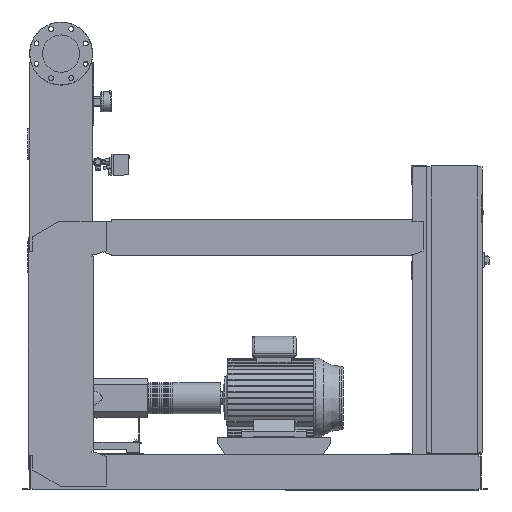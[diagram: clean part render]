
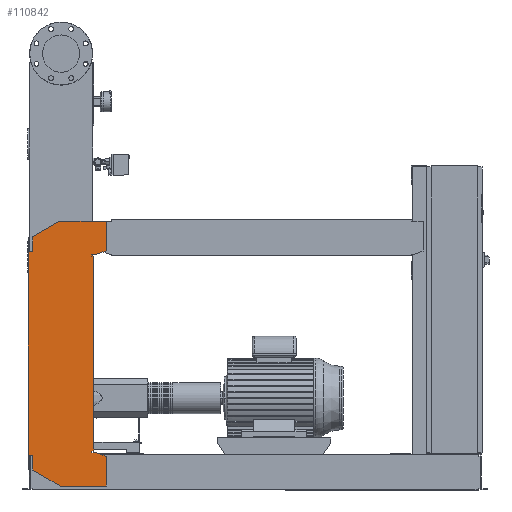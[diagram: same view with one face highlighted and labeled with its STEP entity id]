
A CAD part, front view. The second image highlights one B-rep face of the part: STEP entity #110842.
In plain terms, the highlighted free-form (B-spline) face has degree [1, 1] with [2, 2] control points.
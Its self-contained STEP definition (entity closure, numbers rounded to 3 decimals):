
#110327=CARTESIAN_POINT('',(-129.0,-322.5,1076.0));
#110328=VERTEX_POINT('',#110327);
#110335=CARTESIAN_POINT('',(-129.,-322.5,1142.986));
#110336=VERTEX_POINT('',#110335);
#110337=CARTESIAN_POINT('',(-129.0,-322.5,1076.0));
#110338=DIRECTION('',(0.0,0.0,1.0));
#110339=VECTOR('',#110338,66.986);
#110340=LINE('',#110337,#110339);
#110341=EDGE_CURVE('',#110328,#110336,#110340,.T.);
#110359=CARTESIAN_POINT('',(-6.0,-322.5,1214.0));
#110360=VERTEX_POINT('',#110359);
#110361=CARTESIAN_POINT('',(-129.,-322.5,1142.986));
#110362=DIRECTION('',(0.866,0.0,0.5));
#110363=VECTOR('',#110362,142.028);
#110364=LINE('',#110361,#110363);
#110365=EDGE_CURVE('',#110336,#110360,#110364,.T.);
#110383=CARTESIAN_POINT('',(204.,-322.5,1214.0));
#110384=VERTEX_POINT('',#110383);
#110385=CARTESIAN_POINT('',(-6.0,-322.5,1214.0));
#110386=DIRECTION('',(1.0,0.0,0.0));
#110387=VECTOR('',#110386,210.);
#110388=LINE('',#110385,#110387);
#110389=EDGE_CURVE('',#110360,#110384,#110388,.T.);
#110407=CARTESIAN_POINT('',(204.0,-322.5,1080.379));
#110408=VERTEX_POINT('',#110407);
#110409=CARTESIAN_POINT('',(204.,-322.5,1214.0));
#110410=DIRECTION('',(0.0,0.0,-1.0));
#110411=VECTOR('',#110410,133.621);
#110412=LINE('',#110409,#110411);
#110413=EDGE_CURVE('',#110384,#110408,#110412,.T.);
#110431=CARTESIAN_POINT('',(159.0,-322.5,1064.0));
#110432=VERTEX_POINT('',#110431);
#110433=CARTESIAN_POINT('',(204.0,-322.5,1080.379));
#110434=DIRECTION('',(-0.94,0.0,-0.342));
#110435=VECTOR('',#110434,47.888);
#110436=LINE('',#110433,#110435);
#110437=EDGE_CURVE('',#110408,#110432,#110436,.T.);
#110455=CARTESIAN_POINT('',(139.0,-322.5,1064.0));
#110456=VERTEX_POINT('',#110455);
#110457=CARTESIAN_POINT('',(159.0,-322.5,1064.0));
#110458=DIRECTION('',(-1.0,0.0,0.0));
#110459=VECTOR('',#110458,20.0);
#110460=LINE('',#110457,#110459);
#110461=EDGE_CURVE('',#110432,#110456,#110460,.T.);
#110479=CARTESIAN_POINT('',(139.0,-322.5,1056.0));
#110480=VERTEX_POINT('',#110479);
#110481=CARTESIAN_POINT('',(139.0,-322.5,1064.0));
#110482=DIRECTION('',(0.0,0.0,-1.0));
#110483=VECTOR('',#110482,8.0);
#110484=LINE('',#110481,#110483);
#110485=EDGE_CURVE('',#110456,#110480,#110484,.T.);
#110503=CARTESIAN_POINT('',(147.,-322.5,1056.0));
#110504=VERTEX_POINT('',#110503);
#110505=CARTESIAN_POINT('',(139.0,-322.5,1056.0));
#110506=DIRECTION('',(1.0,0.0,0.0));
#110507=VECTOR('',#110506,8.);
#110508=LINE('',#110505,#110507);
#110509=EDGE_CURVE('',#110480,#110504,#110508,.T.);
#110527=CARTESIAN_POINT('',(147.,-322.5,176.));
#110528=VERTEX_POINT('',#110527);
#110539=CARTESIAN_POINT('',(147.,-322.5,1056.0));
#110540=DIRECTION('',(0.0,0.0,-1.0));
#110541=VECTOR('',#110540,880.);
#110542=LINE('',#110539,#110541);
#110543=EDGE_CURVE('',#110504,#110528,#110542,.T.);
#110557=CARTESIAN_POINT('',(139.,-322.5,176.));
#110558=VERTEX_POINT('',#110557);
#110559=CARTESIAN_POINT('',(147.,-322.5,176.));
#110560=DIRECTION('',(-1.0,0.0,0.0));
#110561=VECTOR('',#110560,8.0);
#110562=LINE('',#110559,#110561);
#110563=EDGE_CURVE('',#110528,#110558,#110562,.T.);
#110581=CARTESIAN_POINT('',(139.,-322.5,168.));
#110582=VERTEX_POINT('',#110581);
#110583=CARTESIAN_POINT('',(139.,-322.5,176.));
#110584=DIRECTION('',(0.0,0.0,-1.0));
#110585=VECTOR('',#110584,8.0);
#110586=LINE('',#110583,#110585);
#110587=EDGE_CURVE('',#110558,#110582,#110586,.T.);
#110605=CARTESIAN_POINT('',(159.,-322.5,168.));
#110606=VERTEX_POINT('',#110605);
#110607=CARTESIAN_POINT('',(139.,-322.5,168.));
#110608=DIRECTION('',(1.0,0.0,0.0));
#110609=VECTOR('',#110608,20.0);
#110610=LINE('',#110607,#110609);
#110611=EDGE_CURVE('',#110582,#110606,#110610,.T.);
#110629=CARTESIAN_POINT('',(204.,-322.5,151.621));
#110630=VERTEX_POINT('',#110629);
#110631=CARTESIAN_POINT('',(159.,-322.5,168.));
#110632=DIRECTION('',(0.94,0.0,-0.342));
#110633=VECTOR('',#110632,47.888);
#110634=LINE('',#110631,#110633);
#110635=EDGE_CURVE('',#110606,#110630,#110634,.T.);
#110653=CARTESIAN_POINT('',(204.,-322.5,18.0));
#110654=VERTEX_POINT('',#110653);
#110655=CARTESIAN_POINT('',(204.,-322.5,151.621));
#110656=DIRECTION('',(0.0,0.0,-1.0));
#110657=VECTOR('',#110656,133.621);
#110658=LINE('',#110655,#110657);
#110659=EDGE_CURVE('',#110630,#110654,#110658,.T.);
#110677=CARTESIAN_POINT('',(-4.,-322.5,18.0));
#110678=VERTEX_POINT('',#110677);
#110679=CARTESIAN_POINT('',(204.,-322.5,18.0));
#110680=DIRECTION('',(-1.0,0.0,0.0));
#110681=VECTOR('',#110680,208.);
#110682=LINE('',#110679,#110681);
#110683=EDGE_CURVE('',#110654,#110678,#110682,.T.);
#110701=CARTESIAN_POINT('',(-129.,-322.5,90.169));
#110702=VERTEX_POINT('',#110701);
#110703=CARTESIAN_POINT('',(-4.,-322.5,18.0));
#110704=DIRECTION('',(-0.866,0.,0.5));
#110705=VECTOR('',#110704,144.338);
#110706=LINE('',#110703,#110705);
#110707=EDGE_CURVE('',#110678,#110702,#110706,.T.);
#110725=CARTESIAN_POINT('',(-129.,-322.5,156.0));
#110726=VERTEX_POINT('',#110725);
#110727=CARTESIAN_POINT('',(-129.,-322.5,90.169));
#110728=DIRECTION('',(0.0,0.0,1.0));
#110729=VECTOR('',#110728,65.831);
#110730=LINE('',#110727,#110729);
#110731=EDGE_CURVE('',#110702,#110726,#110730,.T.);
#110749=CARTESIAN_POINT('',(-149.,-322.5,156.0));
#110750=VERTEX_POINT('',#110749);
#110751=CARTESIAN_POINT('',(-129.,-322.5,156.0));
#110752=DIRECTION('',(-1.0,0.0,0.0));
#110753=VECTOR('',#110752,20.0);
#110754=LINE('',#110751,#110753);
#110755=EDGE_CURVE('',#110726,#110750,#110754,.T.);
#110773=CARTESIAN_POINT('',(-149.0,-322.5,1076.0));
#110774=VERTEX_POINT('',#110773);
#110787=CARTESIAN_POINT('',(-149.,-322.5,156.0));
#110788=DIRECTION('',(0.0,0.0,1.0));
#110789=VECTOR('',#110788,920.0);
#110790=LINE('',#110787,#110789);
#110791=EDGE_CURVE('',#110750,#110774,#110790,.T.);
#110805=CARTESIAN_POINT('',(-149.0,-322.5,1076.0));
#110806=DIRECTION('',(1.0,0.0,0.0));
#110807=VECTOR('',#110806,20.0);
#110808=LINE('',#110805,#110807);
#110809=EDGE_CURVE('',#110774,#110328,#110808,.T.);
#110815=CARTESIAN_POINT('',(-149.,-322.5,18.0));
#110816=CARTESIAN_POINT('',(204.,-322.5,18.0));
#110817=CARTESIAN_POINT('',(-149.,-322.5,1214.0));
#110818=CARTESIAN_POINT('',(204.,-322.5,1214.0));
#110819=B_SPLINE_SURFACE_WITH_KNOTS('',1,1,((#110815,#110817),(#110816,#110818)),.UNSPECIFIED.,.F.,.F.,.U.,(2,2),(2,2),(0.0,353.),(0.0,1196.0),.UNSPECIFIED.);
#110820=ORIENTED_EDGE('',*,*,#110809,.F.);
#110821=ORIENTED_EDGE('',*,*,#110791,.F.);
#110822=ORIENTED_EDGE('',*,*,#110755,.F.);
#110823=ORIENTED_EDGE('',*,*,#110731,.F.);
#110824=ORIENTED_EDGE('',*,*,#110707,.F.);
#110825=ORIENTED_EDGE('',*,*,#110683,.F.);
#110826=ORIENTED_EDGE('',*,*,#110659,.F.);
#110827=ORIENTED_EDGE('',*,*,#110635,.F.);
#110828=ORIENTED_EDGE('',*,*,#110611,.F.);
#110829=ORIENTED_EDGE('',*,*,#110587,.F.);
#110830=ORIENTED_EDGE('',*,*,#110563,.F.);
#110831=ORIENTED_EDGE('',*,*,#110543,.F.);
#110832=ORIENTED_EDGE('',*,*,#110509,.F.);
#110833=ORIENTED_EDGE('',*,*,#110485,.F.);
#110834=ORIENTED_EDGE('',*,*,#110461,.F.);
#110835=ORIENTED_EDGE('',*,*,#110437,.F.);
#110836=ORIENTED_EDGE('',*,*,#110413,.F.);
#110837=ORIENTED_EDGE('',*,*,#110389,.F.);
#110838=ORIENTED_EDGE('',*,*,#110365,.F.);
#110839=ORIENTED_EDGE('',*,*,#110341,.F.);
#110840=EDGE_LOOP('',(#110820,#110821,#110822,#110823,#110824,#110825,#110826,#110827,#110828,#110829,#110830,#110831,#110832,#110833,#110834,#110835,#110836,#110837,#110838,#110839));
#110841=FACE_OUTER_BOUND('',#110840,.T.);
#110842=ADVANCED_FACE('',(#110841),#110819,.T.);
